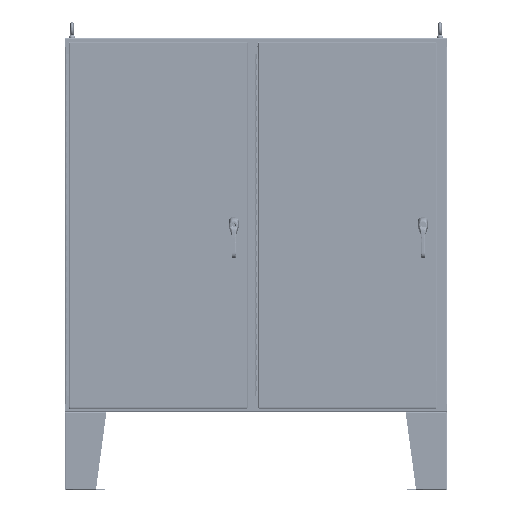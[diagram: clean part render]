
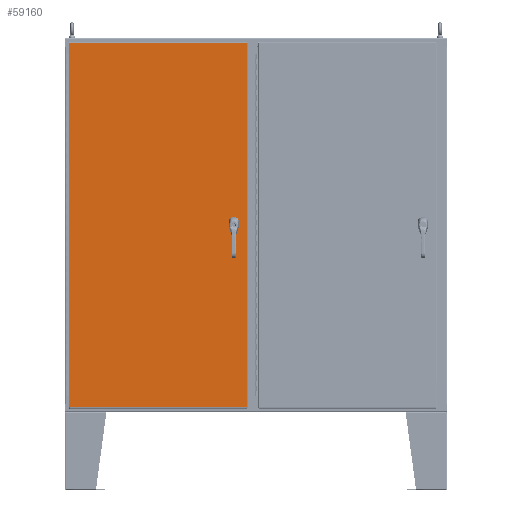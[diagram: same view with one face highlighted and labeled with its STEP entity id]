
A CAD part, top view. The second image highlights one B-rep face of the part: STEP entity #59160.
In plain terms, the highlighted planar face has unit normal (0, 0, 1).
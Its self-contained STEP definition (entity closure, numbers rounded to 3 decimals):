
#3960=LINE('',#97671,#8642);
#3964=LINE('',#97683,#8646);
#3968=LINE('',#97695,#8650);
#3972=LINE('',#97707,#8654);
#3992=LINE('',#97778,#8674);
#4008=LINE('',#97900,#8690);
#4022=LINE('',#98017,#8704);
#4033=LINE('',#98128,#8715);
#8642=VECTOR('',#73920,0.427);
#8646=VECTOR('',#73932,0.427);
#8650=VECTOR('',#73944,0.427);
#8654=VECTOR('',#73956,0.427);
#8674=VECTOR('',#74012,70.295);
#8690=VECTOR('',#74042,34.045);
#8704=VECTOR('',#74070,70.295);
#8715=VECTOR('',#74093,34.045);
#12465=PLANE('',#63799);
#13879=FACE_BOUND('',#19391,.T.);
#13880=FACE_BOUND('',#19392,.T.);
#13881=FACE_BOUND('',#19393,.T.);
#13882=FACE_BOUND('',#19394,.T.);
#15420=FACE_OUTER_BOUND('',#19390,.T.);
#19390=EDGE_LOOP('',(#44336,#44337,#44338,#44339));
#19391=EDGE_LOOP('',(#44340,#44341,#44342,#44343,#44344,#44345,#44346,#44347));
#19392=EDGE_LOOP('',(#44348));
#19393=EDGE_LOOP('',(#44349));
#19394=EDGE_LOOP('',(#44350));
#23114=CIRCLE('',#63745,0.453);
#23116=CIRCLE('',#63749,0.453);
#23118=CIRCLE('',#63753,0.453);
#23120=CIRCLE('',#63757,0.453);
#23122=CIRCLE('',#63760,0.14);
#23124=CIRCLE('',#63763,0.14);
#23126=CIRCLE('',#63766,0.14);
#26969=VERTEX_POINT('',#97668);
#26970=VERTEX_POINT('',#97670);
#26972=VERTEX_POINT('',#97676);
#26974=VERTEX_POINT('',#97682);
#26976=VERTEX_POINT('',#97688);
#26978=VERTEX_POINT('',#97694);
#26980=VERTEX_POINT('',#97700);
#26982=VERTEX_POINT('',#97706);
#26984=VERTEX_POINT('',#97715);
#26986=VERTEX_POINT('',#97720);
#26988=VERTEX_POINT('',#97725);
#27004=VERTEX_POINT('',#97766);
#27005=VERTEX_POINT('',#97777);
#27016=VERTEX_POINT('',#97889);
#27024=VERTEX_POINT('',#98006);
#33172=EDGE_CURVE('',#26970,#26969,#3960,.T.);
#33175=EDGE_CURVE('',#26972,#26970,#23114,.T.);
#33178=EDGE_CURVE('',#26974,#26972,#3964,.T.);
#33181=EDGE_CURVE('',#26976,#26974,#23116,.T.);
#33184=EDGE_CURVE('',#26978,#26976,#3968,.T.);
#33187=EDGE_CURVE('',#26980,#26978,#23118,.T.);
#33190=EDGE_CURVE('',#26982,#26980,#3972,.T.);
#33193=EDGE_CURVE('',#26969,#26982,#23120,.T.);
#33195=EDGE_CURVE('',#26984,#26984,#23122,.T.);
#33197=EDGE_CURVE('',#26986,#26986,#23124,.T.);
#33199=EDGE_CURVE('',#26988,#26988,#23126,.T.);
#33219=EDGE_CURVE('',#27005,#27004,#3992,.T.);
#33239=EDGE_CURVE('',#27004,#27016,#4008,.T.);
#33257=EDGE_CURVE('',#27016,#27024,#4022,.T.);
#33272=EDGE_CURVE('',#27024,#27005,#4033,.T.);
#44336=ORIENTED_EDGE('',*,*,#33219,.T.);
#44337=ORIENTED_EDGE('',*,*,#33239,.T.);
#44338=ORIENTED_EDGE('',*,*,#33257,.T.);
#44339=ORIENTED_EDGE('',*,*,#33272,.T.);
#44340=ORIENTED_EDGE('',*,*,#33172,.T.);
#44341=ORIENTED_EDGE('',*,*,#33193,.T.);
#44342=ORIENTED_EDGE('',*,*,#33190,.T.);
#44343=ORIENTED_EDGE('',*,*,#33187,.T.);
#44344=ORIENTED_EDGE('',*,*,#33184,.T.);
#44345=ORIENTED_EDGE('',*,*,#33181,.T.);
#44346=ORIENTED_EDGE('',*,*,#33178,.T.);
#44347=ORIENTED_EDGE('',*,*,#33175,.T.);
#44348=ORIENTED_EDGE('',*,*,#33195,.T.);
#44349=ORIENTED_EDGE('',*,*,#33197,.T.);
#44350=ORIENTED_EDGE('',*,*,#33199,.T.);
#59160=ADVANCED_FACE('',(#15420,#13879,#13880,#13881,#13882),#12465,.T.);
#63745=AXIS2_PLACEMENT_3D('',#97677,#73926,#73927);
#63749=AXIS2_PLACEMENT_3D('',#97689,#73938,#73939);
#63753=AXIS2_PLACEMENT_3D('',#97701,#73950,#73951);
#63757=AXIS2_PLACEMENT_3D('',#97711,#73962,#73963);
#63760=AXIS2_PLACEMENT_3D('',#97716,#73968,#73969);
#63763=AXIS2_PLACEMENT_3D('',#97721,#73974,#73975);
#63766=AXIS2_PLACEMENT_3D('',#97726,#73980,#73981);
#63799=AXIS2_PLACEMENT_3D('',#98231,#74118,#74119);
#73920=DIRECTION('',(0.,1.,0.));
#73926=DIRECTION('center_axis',(0.,0.,-1.));
#73927=DIRECTION('ref_axis',(-0.882,-0.471,0.));
#73932=DIRECTION('',(-1.,0.,0.));
#73938=DIRECTION('center_axis',(0.,0.,-1.));
#73939=DIRECTION('ref_axis',(0.471,-0.882,0.));
#73944=DIRECTION('',(0.,-1.,0.));
#73950=DIRECTION('center_axis',(0.,0.,-1.));
#73951=DIRECTION('ref_axis',(0.882,0.471,0.));
#73956=DIRECTION('',(1.,0.,0.));
#73962=DIRECTION('center_axis',(0.,0.,-1.));
#73963=DIRECTION('ref_axis',(-0.471,0.882,0.));
#73968=DIRECTION('center_axis',(0.,0.,-1.));
#73969=DIRECTION('ref_axis',(-1.,0.,0.));
#73974=DIRECTION('center_axis',(0.,0.,-1.));
#73975=DIRECTION('ref_axis',(-1.,0.,0.));
#73980=DIRECTION('center_axis',(0.,0.,-1.));
#73981=DIRECTION('ref_axis',(-1.,0.,0.));
#74012=DIRECTION('',(0.,1.,0.));
#74042=DIRECTION('',(-1.,0.,0.));
#74070=DIRECTION('',(0.,-1.,0.));
#74093=DIRECTION('',(1.,0.,0.));
#74118=DIRECTION('center_axis',(0.,0.,1.));
#74119=DIRECTION('ref_axis',(1.,0.,0.));
#97668=CARTESIAN_POINT('',(14.163,0.214,0.134));
#97670=CARTESIAN_POINT('',(14.163,-0.214,0.134));
#97671=CARTESIAN_POINT('',(14.163,0.107,0.134));
#97676=CARTESIAN_POINT('',(14.349,-0.399,0.134));
#97677=CARTESIAN_POINT('Origin',(14.563,0.,
0.134));
#97682=CARTESIAN_POINT('',(14.776,-0.399,0.134));
#97683=CARTESIAN_POINT('',(7.174,-0.4,0.134));
#97688=CARTESIAN_POINT('',(14.962,-0.214,0.134));
#97689=CARTESIAN_POINT('Origin',(14.563,0.,0.134));
#97694=CARTESIAN_POINT('',(14.962,0.214,0.134));
#97695=CARTESIAN_POINT('',(14.962,-0.107,0.134));
#97700=CARTESIAN_POINT('',(14.776,0.4,0.134));
#97701=CARTESIAN_POINT('Origin',(14.563,0.,0.134));
#97706=CARTESIAN_POINT('',(14.349,0.4,0.134));
#97707=CARTESIAN_POINT('',(7.388,0.4,0.134));
#97711=CARTESIAN_POINT('Origin',(14.563,0.,0.134));
#97715=CARTESIAN_POINT('',(14.703,0.885,0.134));
#97716=CARTESIAN_POINT('Origin',(14.563,0.885,0.134));
#97720=CARTESIAN_POINT('',(14.703,-0.886,0.134));
#97721=CARTESIAN_POINT('Origin',(14.563,-0.886,0.134));
#97725=CARTESIAN_POINT('',(14.703,-1.378,0.134));
#97726=CARTESIAN_POINT('Origin',(14.563,-1.378,0.134));
#97766=CARTESIAN_POINT('',(17.022,35.147,0.134));
#97777=CARTESIAN_POINT('',(17.022,-35.147,0.134));
#97778=CARTESIAN_POINT('',(17.022,-17.574,0.134));
#97889=CARTESIAN_POINT('',(-17.022,35.147,0.134));
#97900=CARTESIAN_POINT('',(8.511,35.147,0.134));
#98006=CARTESIAN_POINT('',(-17.022,-35.147,0.134));
#98017=CARTESIAN_POINT('',(-17.022,17.574,0.134));
#98128=CARTESIAN_POINT('',(-8.511,-35.147,0.134));
#98231=CARTESIAN_POINT('Origin',(0.,0.,
0.134));
